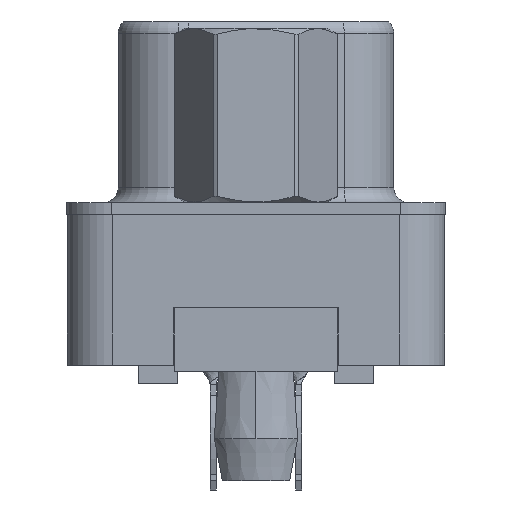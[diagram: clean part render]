
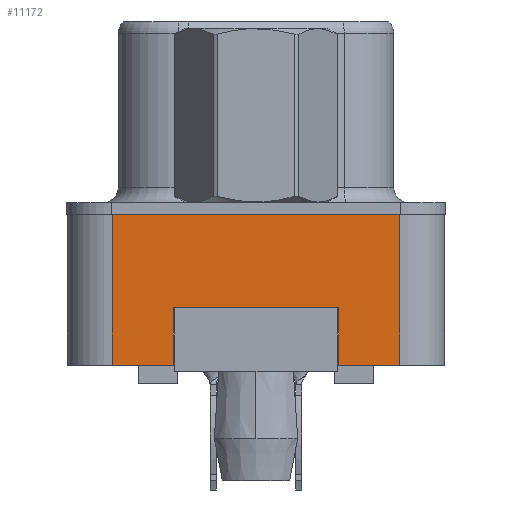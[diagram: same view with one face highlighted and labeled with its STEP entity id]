
A CAD part, left-side view. The second image highlights one B-rep face of the part: STEP entity #11172.
In plain terms, the highlighted planar face has unit normal (-1, 0, 0).
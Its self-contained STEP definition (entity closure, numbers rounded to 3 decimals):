
#317 = VECTOR ( 'NONE', #11180, 1000. ) ;
#504 = CARTESIAN_POINT ( 'NONE',  ( -2.935, 2.75, -3.1 ) ) ;
#813 = DIRECTION ( 'NONE',  ( 0., 0., 1. ) ) ;
#972 = DIRECTION ( 'NONE',  ( 0., -1., 0. ) ) ;
#1889 = LINE ( 'NONE', #14959, #12348 ) ;
#2317 = VECTOR ( 'NONE', #972, 1000. ) ;
#2468 = DIRECTION ( 'NONE',  ( 0., -1., 0. ) ) ;
#2568 = CARTESIAN_POINT ( 'NONE',  ( -2.935, 2.75, -5. ) ) ;
#2625 = ORIENTED_EDGE ( 'NONE', *, *, #24169, .F. ) ;
#2658 = PLANE ( 'NONE',  #6608 ) ;
#2825 = VERTEX_POINT ( 'NONE', #13813 ) ;
#3027 = ORIENTED_EDGE ( 'NONE', *, *, #9939, .T. ) ;
#3087 = EDGE_LOOP ( 'NONE', ( #20735, #19087, #12524, #2625, #6539, #3027, #4826, #5061 ) ) ;
#3345 = VERTEX_POINT ( 'NONE', #10217 ) ;
#3534 = LINE ( 'NONE', #7229, #317 ) ;
#3768 = LINE ( 'NONE', #15201, #18374 ) ;
#4778 = LINE ( 'NONE', #12282, #7025 ) ;
#4826 = ORIENTED_EDGE ( 'NONE', *, *, #20375, .F. ) ;
#4891 = VECTOR ( 'NONE', #22915, 1000. ) ;
#4931 = CARTESIAN_POINT ( 'NONE',  ( -2.935, -4.775, -5. ) ) ;
#5061 = ORIENTED_EDGE ( 'NONE', *, *, #7820, .F. ) ;
#6424 = CARTESIAN_POINT ( 'NONE',  ( -2.935, 2.75, -3.1 ) ) ;
#6539 = ORIENTED_EDGE ( 'NONE', *, *, #12149, .F. ) ;
#6608 = AXIS2_PLACEMENT_3D ( 'NONE', #10199, #8350, #813 ) ;
#7025 = VECTOR ( 'NONE', #23112, 1000. ) ;
#7229 = CARTESIAN_POINT ( 'NONE',  ( -2.935, -4.775, -5. ) ) ;
#7534 = VERTEX_POINT ( 'NONE', #13367 ) ;
#7585 = DIRECTION ( 'NONE',  ( 0., 0., -1. ) ) ;
#7820 = EDGE_CURVE ( 'NONE', #15796, #10159, #13795, .T. ) ;
#8350 = DIRECTION ( 'NONE',  ( -1., 0., 0. ) ) ;
#9207 = EDGE_CURVE ( 'NONE', #3345, #14792, #21794, .T. ) ;
#9939 = EDGE_CURVE ( 'NONE', #18609, #23893, #3534, .T. ) ;
#10159 = VERTEX_POINT ( 'NONE', #6424 ) ;
#10199 = CARTESIAN_POINT ( 'NONE',  ( -2.935, -4.775, -5. ) ) ;
#10217 = CARTESIAN_POINT ( 'NONE',  ( -2.935, -2.75, -5. ) ) ;
#10548 = VECTOR ( 'NONE', #22816, 1000. ) ;
#10582 = CARTESIAN_POINT ( 'NONE',  ( -2.935, -2.75, -3.1 ) ) ;
#11172 = ADVANCED_FACE ( 'NONE', ( #15969 ), #2658, .T. ) ;
#11180 = DIRECTION ( 'NONE',  ( 0., -1., 0. ) ) ;
#11619 = LINE ( 'NONE', #504, #10548 ) ;
#12149 = EDGE_CURVE ( 'NONE', #18609, #2825, #4778, .T. ) ;
#12282 = CARTESIAN_POINT ( 'NONE',  ( -2.935, 4.775, -5. ) ) ;
#12348 = VECTOR ( 'NONE', #19006, 1000. ) ;
#12448 = CARTESIAN_POINT ( 'NONE',  ( -2.935, 4.775, -5. ) ) ;
#12524 = ORIENTED_EDGE ( 'NONE', *, *, #15226, .T. ) ;
#13367 = CARTESIAN_POINT ( 'NONE',  ( -2.935, -4.775, 0. ) ) ;
#13722 = CARTESIAN_POINT ( 'NONE',  ( -2.935, -4.775, -5. ) ) ;
#13795 = LINE ( 'NONE', #17494, #4891 ) ;
#13813 = CARTESIAN_POINT ( 'NONE',  ( -2.935, 4.775, 0. ) ) ;
#14303 = VECTOR ( 'NONE', #2468, 1000. ) ;
#14792 = VERTEX_POINT ( 'NONE', #13722 ) ;
#14959 = CARTESIAN_POINT ( 'NONE',  ( -2.935, -4.775, -5. ) ) ;
#15201 = CARTESIAN_POINT ( 'NONE',  ( -2.935, -2.75, -3.1 ) ) ;
#15226 = EDGE_CURVE ( 'NONE', #14792, #7534, #1889, .T. ) ;
#15796 = VERTEX_POINT ( 'NONE', #10582 ) ;
#15969 = FACE_OUTER_BOUND ( 'NONE', #3087, .T. ) ;
#17494 = CARTESIAN_POINT ( 'NONE',  ( -2.935, 2.75, -3.1 ) ) ;
#18374 = VECTOR ( 'NONE', #7585, 1000. ) ;
#18609 = VERTEX_POINT ( 'NONE', #12448 ) ;
#19006 = DIRECTION ( 'NONE',  ( 0., 0., 1. ) ) ;
#19087 = ORIENTED_EDGE ( 'NONE', *, *, #9207, .T. ) ;
#19285 = EDGE_CURVE ( 'NONE', #15796, #3345, #3768, .T. ) ;
#20375 = EDGE_CURVE ( 'NONE', #10159, #23893, #11619, .T. ) ;
#20735 = ORIENTED_EDGE ( 'NONE', *, *, #19285, .T. ) ;
#21202 = CARTESIAN_POINT ( 'NONE',  ( -2.935, -4.775, 0. ) ) ;
#21794 = LINE ( 'NONE', #4931, #2317 ) ;
#22816 = DIRECTION ( 'NONE',  ( 0., 0., -1. ) ) ;
#22915 = DIRECTION ( 'NONE',  ( 0., 1., 0. ) ) ;
#23112 = DIRECTION ( 'NONE',  ( 0., 0., 1. ) ) ;
#23548 = LINE ( 'NONE', #21202, #14303 ) ;
#23893 = VERTEX_POINT ( 'NONE', #2568 ) ;
#24169 = EDGE_CURVE ( 'NONE', #2825, #7534, #23548, .T. ) ;
